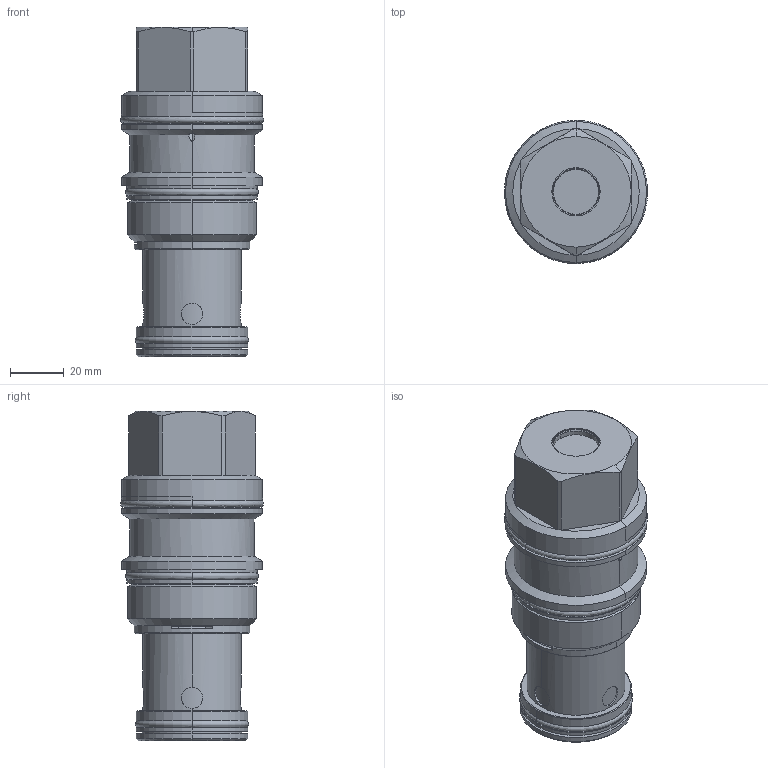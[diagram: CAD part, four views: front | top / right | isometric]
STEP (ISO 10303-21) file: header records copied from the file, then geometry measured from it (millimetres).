
FILE_DESCRIPTION((''),'2;1');
FILE_NAME('LPJA8DN_SW','2023-03-02T10:35:26',('SigMax'),(''),'CREO PARAMETRIC BY PTC INC, 2021072','CREO PARAMETRIC BY PTC INC, 2021072','');
FILE_SCHEMA(('AUTOMOTIVE_DESIGN { 1 0 10303 214 1 1 1 1 }'));
Length unit declared in the file: inch
Products named in the file (1): LPJA8DN_SW
Bounding box: 53.06 x 53.06 x 122.2 mm (x, y, z)
Volume: 185153 mm3; surface area: 34935.5 mm2
Topology: 3 solids, 5 shells, 183 faces, 410 edges, 249 vertices
Faces by surface type: cylinder 85, plane 35, cone 30, torus 23, revolution 10
Entity records: 7597 total; most frequent: CARTESIAN_POINT 2038, DIRECTION 914, ORIENTED_EDGE 820, EDGE_CURVE 410, AXIS2_PLACEMENT_3D 389, VERTEX_POINT 249, CIRCLE 216, EDGE_LOOP 205
